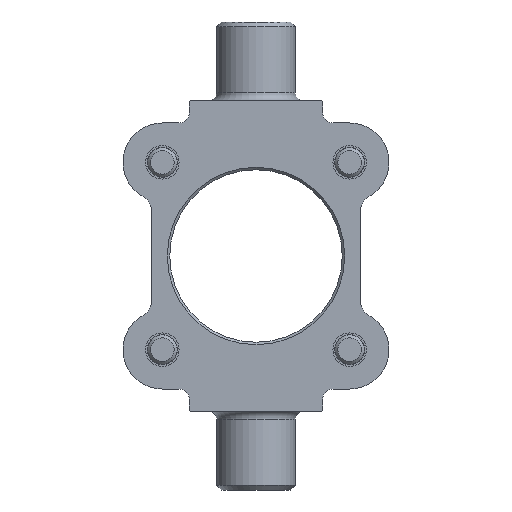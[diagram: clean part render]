
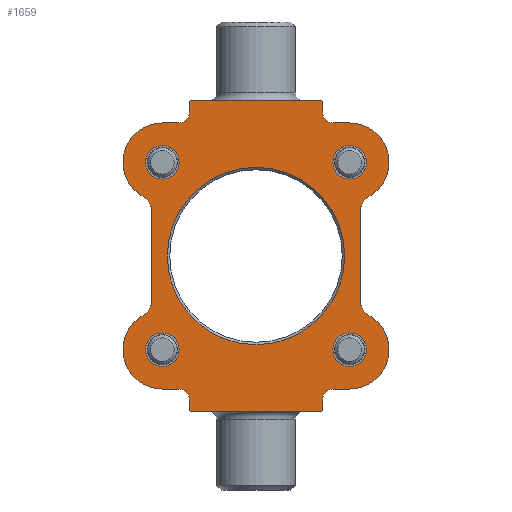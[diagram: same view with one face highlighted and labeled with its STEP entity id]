
A CAD part, front view. The second image highlights one B-rep face of the part: STEP entity #1659.
In plain terms, the highlighted planar face has unit normal (0, -1, 0).
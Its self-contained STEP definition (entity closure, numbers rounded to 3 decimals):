
#94=PLANE('',#1853);
#183=CIRCLE('',#1808,2.16);
#185=CIRCLE('',#1812,8.);
#187=CIRCLE('',#1815,2.7);
#189=CIRCLE('',#1819,2.7);
#190=CIRCLE('',#1821,8.);
#191=CIRCLE('',#1824,2.16);
#193=CIRCLE('',#1828,2.16);
#194=CIRCLE('',#1831,8.);
#195=CIRCLE('',#1833,2.7);
#196=CIRCLE('',#1836,2.7);
#197=CIRCLE('',#1838,8.);
#198=CIRCLE('',#1841,3.4);
#199=CIRCLE('',#1843,3.4);
#200=CIRCLE('',#1845,3.4);
#202=CIRCLE('',#1848,3.4);
#203=CIRCLE('',#1850,2.16);
#205=CIRCLE('',#1854,18.);
#473=ORIENTED_EDGE('',*,*,#864,.F.);
#474=ORIENTED_EDGE('',*,*,#861,.T.);
#475=ORIENTED_EDGE('',*,*,#859,.T.);
#476=ORIENTED_EDGE('',*,*,#858,.T.);
#477=ORIENTED_EDGE('',*,*,#857,.T.);
#478=ORIENTED_EDGE('',*,*,#808,.F.);
#479=ORIENTED_EDGE('',*,*,#865,.F.);
#480=ORIENTED_EDGE('',*,*,#729,.F.);
#481=ORIENTED_EDGE('',*,*,#862,.T.);
#482=ORIENTED_EDGE('',*,*,#855,.F.);
#483=ORIENTED_EDGE('',*,*,#853,.F.);
#484=ORIENTED_EDGE('',*,*,#851,.T.);
#485=ORIENTED_EDGE('',*,*,#849,.F.);
#486=ORIENTED_EDGE('',*,*,#845,.T.);
#487=ORIENTED_EDGE('',*,*,#843,.F.);
#488=ORIENTED_EDGE('',*,*,#841,.F.);
#489=ORIENTED_EDGE('',*,*,#839,.T.);
#490=ORIENTED_EDGE('',*,*,#757,.F.);
#491=ORIENTED_EDGE('',*,*,#866,.F.);
#492=ORIENTED_EDGE('',*,*,#835,.F.);
#493=ORIENTED_EDGE('',*,*,#867,.F.);
#494=ORIENTED_EDGE('',*,*,#740,.F.);
#495=ORIENTED_EDGE('',*,*,#833,.T.);
#496=ORIENTED_EDGE('',*,*,#831,.F.);
#497=ORIENTED_EDGE('',*,*,#829,.F.);
#498=ORIENTED_EDGE('',*,*,#827,.T.);
#499=ORIENTED_EDGE('',*,*,#823,.F.);
#500=ORIENTED_EDGE('',*,*,#820,.T.);
#501=ORIENTED_EDGE('',*,*,#817,.F.);
#502=ORIENTED_EDGE('',*,*,#814,.F.);
#503=ORIENTED_EDGE('',*,*,#811,.T.);
#504=ORIENTED_EDGE('',*,*,#734,.F.);
#505=ORIENTED_EDGE('',*,*,#868,.F.);
#729=EDGE_CURVE('',#958,#959,#1103,.T.);
#734=EDGE_CURVE('',#963,#964,#1108,.T.);
#740=EDGE_CURVE('',#968,#969,#1114,.T.);
#757=EDGE_CURVE('',#983,#984,#1122,.T.);
#808=EDGE_CURVE('',#1023,#1024,#1137,.T.);
#811=EDGE_CURVE('',#1025,#964,#183,.T.);
#814=EDGE_CURVE('',#1025,#1027,#1141,.T.);
#817=EDGE_CURVE('',#1027,#1029,#185,.T.);
#820=EDGE_CURVE('',#1031,#1029,#187,.T.);
#823=EDGE_CURVE('',#1031,#1033,#1146,.T.);
#827=EDGE_CURVE('',#1034,#1033,#189,.T.);
#829=EDGE_CURVE('',#1034,#1035,#190,.T.);
#831=EDGE_CURVE('',#1035,#1036,#1151,.T.);
#833=EDGE_CURVE('',#968,#1036,#191,.T.);
#835=EDGE_CURVE('',#1038,#1039,#1153,.T.);
#839=EDGE_CURVE('',#1040,#984,#193,.T.);
#841=EDGE_CURVE('',#1040,#1041,#1158,.T.);
#843=EDGE_CURVE('',#1041,#1042,#194,.T.);
#845=EDGE_CURVE('',#1043,#1042,#195,.T.);
#849=EDGE_CURVE('',#1043,#1044,#1162,.T.);
#851=EDGE_CURVE('',#1045,#1044,#196,.T.);
#853=EDGE_CURVE('',#1045,#1046,#197,.T.);
#855=EDGE_CURVE('',#1046,#1047,#1166,.T.);
#857=EDGE_CURVE('',#1048,#1048,#198,.T.);
#858=EDGE_CURVE('',#1049,#1049,#199,.T.);
#859=EDGE_CURVE('',#1050,#1050,#200,.T.);
#861=EDGE_CURVE('',#1052,#1052,#202,.T.);
#862=EDGE_CURVE('',#958,#1047,#203,.T.);
#864=EDGE_CURVE('',#1053,#1053,#205,.T.);
#865=EDGE_CURVE('',#959,#1023,#1168,.T.);
#866=EDGE_CURVE('',#1039,#983,#1169,.T.);
#867=EDGE_CURVE('',#969,#1038,#1170,.T.);
#868=EDGE_CURVE('',#1024,#963,#1171,.T.);
#958=VERTEX_POINT('',#2550);
#959=VERTEX_POINT('',#2552);
#963=VERTEX_POINT('',#2561);
#964=VERTEX_POINT('',#2563);
#968=VERTEX_POINT('',#2573);
#969=VERTEX_POINT('',#2575);
#983=VERTEX_POINT('',#2621);
#984=VERTEX_POINT('',#2623);
#1023=VERTEX_POINT('',#2775);
#1024=VERTEX_POINT('',#2777);
#1025=VERTEX_POINT('',#2782);
#1027=VERTEX_POINT('',#2788);
#1029=VERTEX_POINT('',#2794);
#1031=VERTEX_POINT('',#2800);
#1033=VERTEX_POINT('',#2806);
#1034=VERTEX_POINT('',#2816);
#1035=VERTEX_POINT('',#2820);
#1036=VERTEX_POINT('',#2824);
#1038=VERTEX_POINT('',#2832);
#1039=VERTEX_POINT('',#2833);
#1040=VERTEX_POINT('',#2839);
#1041=VERTEX_POINT('',#2843);
#1042=VERTEX_POINT('',#2847);
#1043=VERTEX_POINT('',#2851);
#1044=VERTEX_POINT('',#2865);
#1045=VERTEX_POINT('',#2869);
#1046=VERTEX_POINT('',#2873);
#1047=VERTEX_POINT('',#2877);
#1048=VERTEX_POINT('',#2881);
#1049=VERTEX_POINT('',#2884);
#1050=VERTEX_POINT('',#2887);
#1052=VERTEX_POINT('',#2892);
#1053=VERTEX_POINT('',#2899);
#1103=LINE('',#2551,#1199);
#1108=LINE('',#2562,#1204);
#1114=LINE('',#2574,#1210);
#1122=LINE('',#2622,#1218);
#1137=LINE('',#2776,#1233);
#1141=LINE('',#2787,#1237);
#1146=LINE('',#2805,#1242);
#1151=LINE('',#2823,#1247);
#1153=LINE('',#2831,#1249);
#1158=LINE('',#2842,#1254);
#1162=LINE('',#2864,#1258);
#1166=LINE('',#2876,#1262);
#1168=LINE('',#2900,#1264);
#1169=LINE('',#2901,#1265);
#1170=LINE('',#2902,#1266);
#1171=LINE('',#2903,#1267);
#1199=VECTOR('',#2001,1000.);
#1204=VECTOR('',#2008,1000.);
#1210=VECTOR('',#2016,1000.);
#1218=VECTOR('',#2044,1000.);
#1233=VECTOR('',#2127,1000.);
#1237=VECTOR('',#2139,1000.);
#1242=VECTOR('',#2158,1000.);
#1247=VECTOR('',#2173,1000.);
#1249=VECTOR('',#2183,1000.);
#1254=VECTOR('',#2194,1000.);
#1258=VECTOR('',#2208,1000.);
#1262=VECTOR('',#2222,1000.);
#1264=VECTOR('',#2254,1000.);
#1265=VECTOR('',#2255,1000.);
#1266=VECTOR('',#2256,1000.);
#1267=VECTOR('',#2257,1000.);
#1341=EDGE_LOOP('',(#473));
#1342=EDGE_LOOP('',(#474));
#1343=EDGE_LOOP('',(#475));
#1344=EDGE_LOOP('',(#476));
#1345=EDGE_LOOP('',(#477));
#1346=EDGE_LOOP('',(#478,#479,#480,#481,#482,#483,#484,#485,#486,#487,#488,
#489,#490,#491,#492,#493,#494,#495,#496,#497,#498,#499,#500,#501,#502,#503,
#504,#505));
#1487=FACE_BOUND('',#1341,.T.);
#1488=FACE_BOUND('',#1342,.T.);
#1489=FACE_BOUND('',#1343,.T.);
#1490=FACE_BOUND('',#1344,.T.);
#1491=FACE_BOUND('',#1345,.T.);
#1492=FACE_BOUND('',#1346,.T.);
#1659=ADVANCED_FACE('',(#1487,#1488,#1489,#1490,#1491,#1492),#94,.F.);
#1808=AXIS2_PLACEMENT_3D('',#2781,#2132,#2133);
#1812=AXIS2_PLACEMENT_3D('',#2793,#2144,#2145);
#1815=AXIS2_PLACEMENT_3D('',#2799,#2151,#2152);
#1819=AXIS2_PLACEMENT_3D('',#2815,#2163,#2164);
#1821=AXIS2_PLACEMENT_3D('',#2819,#2168,#2169);
#1824=AXIS2_PLACEMENT_3D('',#2827,#2177,#2178);
#1828=AXIS2_PLACEMENT_3D('',#2838,#2189,#2190);
#1831=AXIS2_PLACEMENT_3D('',#2846,#2198,#2199);
#1833=AXIS2_PLACEMENT_3D('',#2850,#2203,#2204);
#1836=AXIS2_PLACEMENT_3D('',#2868,#2212,#2213);
#1838=AXIS2_PLACEMENT_3D('',#2872,#2217,#2218);
#1841=AXIS2_PLACEMENT_3D('',#2880,#2226,#2227);
#1843=AXIS2_PLACEMENT_3D('',#2883,#2230,#2231);
#1845=AXIS2_PLACEMENT_3D('',#2886,#2234,#2235);
#1848=AXIS2_PLACEMENT_3D('',#2891,#2240,#2241);
#1850=AXIS2_PLACEMENT_3D('',#2894,#2244,#2245);
#1853=AXIS2_PLACEMENT_3D('',#2897,#2250,#2251);
#1854=AXIS2_PLACEMENT_3D('',#2898,#2252,#2253);
#2001=DIRECTION('',(-1.,0.,0.));
#2008=DIRECTION('',(1.,0.,0.));
#2016=DIRECTION('',(1.,0.,0.));
#2044=DIRECTION('',(-1.,0.,0.));
#2127=DIRECTION('',(0.,0.,1.));
#2132=DIRECTION('',(0.,1.,0.));
#2133=DIRECTION('',(1.,0.,0.));
#2139=DIRECTION('',(0.,0.,1.));
#2144=DIRECTION('',(0.,1.,0.));
#2145=DIRECTION('',(1.,0.,0.));
#2151=DIRECTION('',(0.,1.,0.));
#2152=DIRECTION('',(1.,0.,0.));
#2158=DIRECTION('',(1.,0.,0.));
#2163=DIRECTION('',(0.,1.,0.));
#2164=DIRECTION('',(1.,0.,0.));
#2168=DIRECTION('',(0.,1.,0.));
#2169=DIRECTION('',(1.,0.,0.));
#2173=DIRECTION('',(0.,0.,-1.));
#2177=DIRECTION('',(0.,1.,0.));
#2178=DIRECTION('',(1.,0.,0.));
#2183=DIRECTION('',(0.,0.,-1.));
#2189=DIRECTION('',(0.,1.,0.));
#2190=DIRECTION('',(1.,0.,0.));
#2194=DIRECTION('',(0.,0.,-1.));
#2198=DIRECTION('',(0.,1.,0.));
#2199=DIRECTION('',(1.,0.,0.));
#2203=DIRECTION('',(0.,1.,0.));
#2204=DIRECTION('',(1.,0.,0.));
#2208=DIRECTION('',(-1.,0.,0.));
#2212=DIRECTION('',(0.,1.,0.));
#2213=DIRECTION('',(1.,0.,0.));
#2217=DIRECTION('',(0.,1.,0.));
#2218=DIRECTION('',(1.,0.,0.));
#2222=DIRECTION('',(0.,0.,1.));
#2226=DIRECTION('',(0.,1.,0.));
#2227=DIRECTION('',(1.,0.,0.));
#2230=DIRECTION('',(0.,1.,0.));
#2231=DIRECTION('',(1.,0.,0.));
#2234=DIRECTION('',(0.,1.,0.));
#2235=DIRECTION('',(1.,0.,0.));
#2240=DIRECTION('',(0.,1.,0.));
#2241=DIRECTION('',(1.,0.,0.));
#2244=DIRECTION('',(0.,1.,0.));
#2245=DIRECTION('',(1.,0.,0.));
#2250=DIRECTION('',(0.,1.,0.));
#2251=DIRECTION('',(0.,0.,1.));
#2252=DIRECTION('',(0.,-1.,0.));
#2253=DIRECTION('',(0.,0.,-1.));
#2254=DIRECTION('',(-0.707,0.,0.707));
#2255=DIRECTION('',(-0.707,0.,-0.707));
#2256=DIRECTION('',(0.707,0.,-0.707));
#2257=DIRECTION('',(0.707,0.,0.707));
#2550=CARTESIAN_POINT('',(-29.16,0.,-13.5));
#2551=CARTESIAN_POINT('',(-29.16,0.,-13.5));
#2552=CARTESIAN_POINT('',(-31.3,0.,-13.5));
#2561=CARTESIAN_POINT('',(-31.3,0.,13.5));
#2562=CARTESIAN_POINT('',(-31.5,0.,13.5));
#2563=CARTESIAN_POINT('',(-29.16,0.,13.5));
#2573=CARTESIAN_POINT('',(29.16,0.,13.5));
#2574=CARTESIAN_POINT('',(29.16,0.,13.5));
#2575=CARTESIAN_POINT('',(31.3,0.,13.5));
#2621=CARTESIAN_POINT('',(31.3,0.,-13.5));
#2622=CARTESIAN_POINT('',(31.5,0.,-13.5));
#2623=CARTESIAN_POINT('',(29.16,0.,-13.5));
#2775=CARTESIAN_POINT('',(-31.5,0.,-13.3));
#2776=CARTESIAN_POINT('',(-31.5,0.,-13.5));
#2777=CARTESIAN_POINT('',(-31.5,0.,13.3));
#2781=CARTESIAN_POINT('',(-29.16,0.,15.66));
#2782=CARTESIAN_POINT('',(-27.,0.,15.66));
#2787=CARTESIAN_POINT('',(-27.,0.,15.66));
#2788=CARTESIAN_POINT('',(-27.,0.,19.));
#2793=CARTESIAN_POINT('',(-19.,0.,19.));
#2794=CARTESIAN_POINT('',(-11.908,0.,22.701));
#2799=CARTESIAN_POINT('',(-9.514,0.,23.95));
#2800=CARTESIAN_POINT('',(-9.514,0.,21.25));
#2805=CARTESIAN_POINT('',(-9.514,0.,21.25));
#2806=CARTESIAN_POINT('',(9.514,0.,21.25));
#2815=CARTESIAN_POINT('',(9.514,0.,23.95));
#2816=CARTESIAN_POINT('',(11.908,0.,22.701));
#2819=CARTESIAN_POINT('',(19.,0.,19.));
#2820=CARTESIAN_POINT('',(27.,0.,19.));
#2823=CARTESIAN_POINT('',(27.,0.,19.));
#2824=CARTESIAN_POINT('',(27.,0.,15.66));
#2827=CARTESIAN_POINT('',(29.16,0.,15.66));
#2831=CARTESIAN_POINT('',(31.5,0.,13.5));
#2832=CARTESIAN_POINT('',(31.5,0.,13.3));
#2833=CARTESIAN_POINT('',(31.5,0.,-13.3));
#2838=CARTESIAN_POINT('',(29.16,0.,-15.66));
#2839=CARTESIAN_POINT('',(27.,0.,-15.66));
#2842=CARTESIAN_POINT('',(27.,0.,-15.66));
#2843=CARTESIAN_POINT('',(27.,0.,-19.));
#2846=CARTESIAN_POINT('',(19.,0.,-19.));
#2847=CARTESIAN_POINT('',(11.908,0.,-22.701));
#2850=CARTESIAN_POINT('',(9.514,0.,-23.95));
#2851=CARTESIAN_POINT('',(9.514,0.,-21.25));
#2864=CARTESIAN_POINT('',(9.514,0.,-21.25));
#2865=CARTESIAN_POINT('',(-9.514,0.,-21.25));
#2868=CARTESIAN_POINT('',(-9.514,0.,-23.95));
#2869=CARTESIAN_POINT('',(-11.908,0.,-22.701));
#2872=CARTESIAN_POINT('',(-19.,0.,-19.));
#2873=CARTESIAN_POINT('',(-27.,0.,-19.));
#2876=CARTESIAN_POINT('',(-27.,0.,-19.));
#2877=CARTESIAN_POINT('',(-27.,0.,-15.66));
#2880=CARTESIAN_POINT('',(19.,0.,-19.));
#2881=CARTESIAN_POINT('',(22.4,0.,-19.));
#2883=CARTESIAN_POINT('',(19.,0.,19.));
#2884=CARTESIAN_POINT('',(22.4,0.,19.));
#2886=CARTESIAN_POINT('',(-19.,0.,-19.));
#2887=CARTESIAN_POINT('',(-15.6,0.,-19.));
#2891=CARTESIAN_POINT('',(-19.,0.,19.));
#2892=CARTESIAN_POINT('',(-15.6,0.,19.));
#2894=CARTESIAN_POINT('',(-29.16,0.,-15.66));
#2897=CARTESIAN_POINT('',(-29.16,0.,15.66));
#2898=CARTESIAN_POINT('',(0.,0.,0.));
#2899=CARTESIAN_POINT('',(0.,0.,-18.));
#2900=CARTESIAN_POINT('',(-31.3,0.,-13.5));
#2901=CARTESIAN_POINT('',(31.5,0.,-13.3));
#2902=CARTESIAN_POINT('',(31.3,0.,13.5));
#2903=CARTESIAN_POINT('',(-31.5,0.,13.3));
